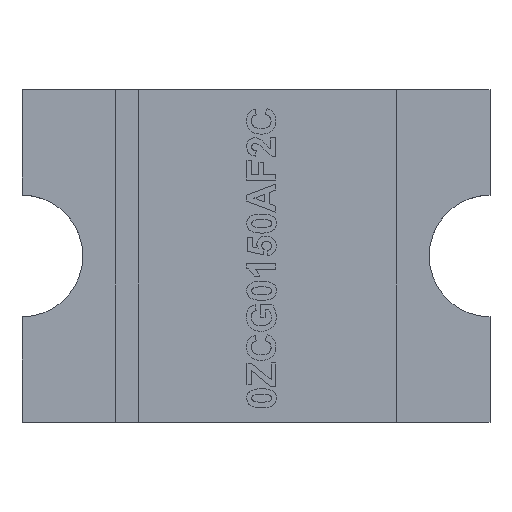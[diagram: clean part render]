
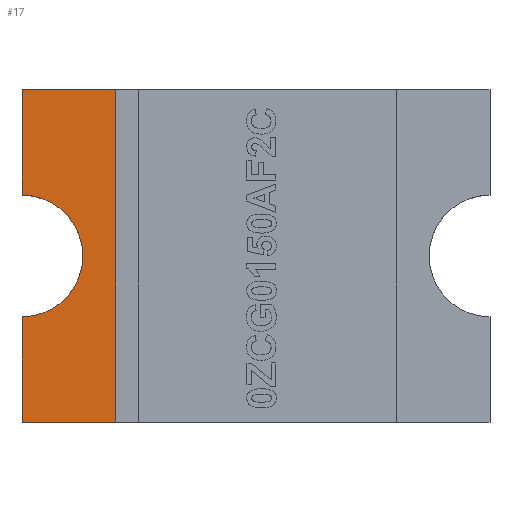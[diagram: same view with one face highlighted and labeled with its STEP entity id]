
A CAD part, top view. The second image highlights one B-rep face of the part: STEP entity #17.
In plain terms, the highlighted planar face has unit normal (0, 0, 1).
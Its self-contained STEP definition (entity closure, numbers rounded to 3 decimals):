
#17 = ADVANCED_FACE('',(#18),#69,.T.);
#18 = FACE_BOUND('',#19,.T.);
#19 = EDGE_LOOP('',(#20,#31,#39,#47,#55,#63));
#20 = ORIENTED_EDGE('',*,*,#21,.F.);
#21 = EDGE_CURVE('',#22,#24,#26,.T.);
#22 = VERTEX_POINT('',#23);
#23 = CARTESIAN_POINT('',(-2.25,-0.585,0.75));
#24 = VERTEX_POINT('',#25);
#25 = CARTESIAN_POINT('',(-2.25,0.585,0.75));
#26 = CIRCLE('',#27,0.585);
#27 = AXIS2_PLACEMENT_3D('',#28,#29,#30);
#28 = CARTESIAN_POINT('',(-2.25,0.,0.75));
#29 = DIRECTION('',(0.,0.,1.));
#30 = DIRECTION('',(-1.,0.,0.));
#31 = ORIENTED_EDGE('',*,*,#32,.F.);
#32 = EDGE_CURVE('',#33,#22,#35,.T.);
#33 = VERTEX_POINT('',#34);
#34 = CARTESIAN_POINT('',(-2.25,-1.6,0.75));
#35 = LINE('',#36,#37);
#36 = CARTESIAN_POINT('',(-2.25,-1.6,0.75));
#37 = VECTOR('',#38,1.);
#38 = DIRECTION('',(-0.,1.,0.));
#39 = ORIENTED_EDGE('',*,*,#40,.T.);
#40 = EDGE_CURVE('',#33,#41,#43,.T.);
#41 = VERTEX_POINT('',#42);
#42 = CARTESIAN_POINT('',(-1.35,-1.6,0.75));
#43 = LINE('',#44,#45);
#44 = CARTESIAN_POINT('',(0.,-1.6,0.75));
#45 = VECTOR('',#46,1.);
#46 = DIRECTION('',(1.,0.,0.));
#47 = ORIENTED_EDGE('',*,*,#48,.T.);
#48 = EDGE_CURVE('',#41,#49,#51,.T.);
#49 = VERTEX_POINT('',#50);
#50 = CARTESIAN_POINT('',(-1.35,1.6,0.75));
#51 = LINE('',#52,#53);
#52 = CARTESIAN_POINT('',(-1.35,-1.6,0.75));
#53 = VECTOR('',#54,1.);
#54 = DIRECTION('',(-0.,1.,0.));
#55 = ORIENTED_EDGE('',*,*,#56,.F.);
#56 = EDGE_CURVE('',#57,#49,#59,.T.);
#57 = VERTEX_POINT('',#58);
#58 = CARTESIAN_POINT('',(-2.25,1.6,0.75));
#59 = LINE('',#60,#61);
#60 = CARTESIAN_POINT('',(0.,1.6,0.75));
#61 = VECTOR('',#62,1.);
#62 = DIRECTION('',(1.,0.,0.));
#63 = ORIENTED_EDGE('',*,*,#64,.F.);
#64 = EDGE_CURVE('',#24,#57,#65,.T.);
#65 = LINE('',#66,#67);
#66 = CARTESIAN_POINT('',(-2.25,-1.6,0.75));
#67 = VECTOR('',#68,1.);
#68 = DIRECTION('',(-0.,1.,0.));
#69 = PLANE('',#70);
#70 = AXIS2_PLACEMENT_3D('',#71,#72,#73);
#71 = CARTESIAN_POINT('',(0.,-1.6,0.75));
#72 = DIRECTION('',(0.,0.,1.));
#73 = DIRECTION('',(-1.,0.,0.));
